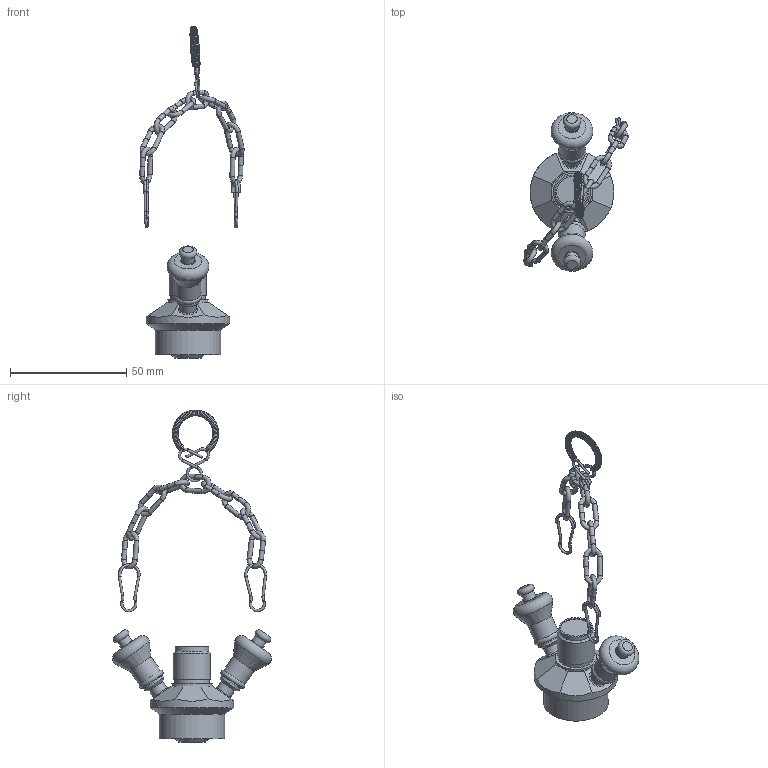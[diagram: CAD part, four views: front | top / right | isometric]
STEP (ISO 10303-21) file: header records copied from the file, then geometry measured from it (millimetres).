
FILE_DESCRIPTION((''),'2;1');
FILE_NAME('400014.stp','2008-08-04T14:49:43',('mbm'),(''),'Autodesk Inventor 2008','Autodesk Inventor 2008','');
FILE_SCHEMA(('AUTOMOTIVE_DESIGN { 1 0 10303 214 1 1 1 1 }'));
Length unit declared in the file: millimetre
Products named in the file (1): Part688
Bounding box: 44.88 x 68.15 x 142.71 mm (x, y, z)
Volume: 27094.5 mm3; surface area: 11534.3 mm2
Topology: 95 solids, 95 shells, 349 faces, 702 edges, 409 vertices
Faces by surface type: bspline 117, plane 97, cylinder 81, torus 39, cone 13, sphere 2
Full cylindrical faces by diameter (mm): 0.5 x2, 2 x27, 2.003 x9, 3.5 x2, 4 x2, 5 x3, 5.6 x2, 6.5 x2, 7 x2, 10 x2, 11 x2, 13.2 x1, 14.5 x1, 15 x1, 16 x1, 17.6 x1, 28 x1, 36 x1
Entity records: 25329 total; most frequent: CARTESIAN_POINT 18267, DIRECTION 1142, ORIENTED_EDGE 1128, EDGE_CURVE 564, AXIS2_PLACEMENT_3D 544, EDGE_LOOP 514, STYLED_ITEM 439, VERTEX_POINT 392
